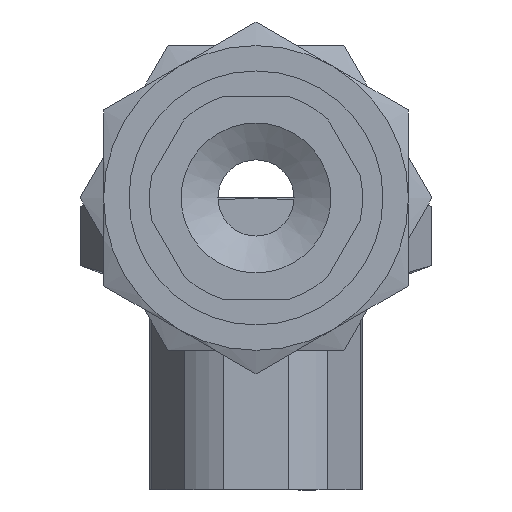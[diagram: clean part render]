
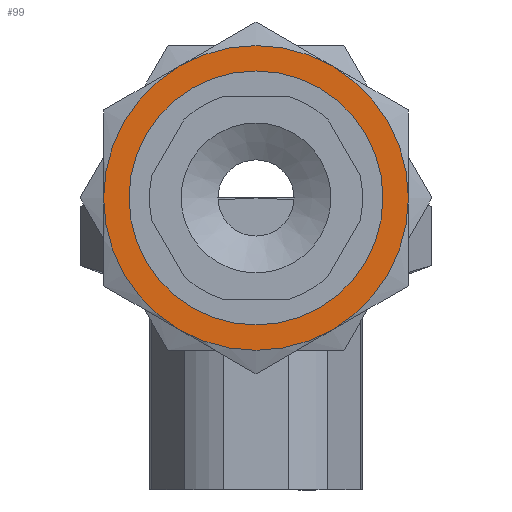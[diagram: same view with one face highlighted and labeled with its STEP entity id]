
A CAD part, front view. The second image highlights one B-rep face of the part: STEP entity #99.
In plain terms, the highlighted face is planar.
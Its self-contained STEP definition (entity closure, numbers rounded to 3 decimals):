
#99 = ADVANCED_FACE( 'NONE', ( #184, #185 ), #186, .F. );
#184 = FACE_OUTER_BOUND( '', #278, .T. );
#185 = FACE_BOUND( '', #279, .T. );
#186 = PLANE( '', #280 );
#278 = EDGE_LOOP( '', ( #455, #456, #457, #458, #459, #460 ) );
#279 = EDGE_LOOP( '', ( #461 ) );
#280 = AXIS2_PLACEMENT_3D( '', #462, #463, #464 );
#455 = ORIENTED_EDGE( '', *, *, #668, .T. );
#456 = ORIENTED_EDGE( '', *, *, #663, .T. );
#457 = ORIENTED_EDGE( '', *, *, #699, .T. );
#458 = ORIENTED_EDGE( '', *, *, #700, .T. );
#459 = ORIENTED_EDGE( '', *, *, #697, .T. );
#460 = ORIENTED_EDGE( '', *, *, #701, .T. );
#461 = ORIENTED_EDGE( '', *, *, #702, .F. );
#462 = CARTESIAN_POINT( '', ( 20.785, -12., 0. ) );
#463 = DIRECTION( '', ( 0., 0., -1. ) );
#464 = DIRECTION( '', ( 0., -1., 0. ) );
#663 = EDGE_CURVE( 'NONE', #842, #843, #844, .T. );
#668 = EDGE_CURVE( 'NONE', #851, #842, #852, .T. );
#697 = EDGE_CURVE( 'NONE', #893, #834, #895, .T. );
#699 = EDGE_CURVE( 'NONE', #843, #866, #897, .T. );
#700 = EDGE_CURVE( 'NONE', #866, #893, #898, .T. );
#701 = EDGE_CURVE( 'NONE', #834, #851, #899, .T. );
#702 = EDGE_CURVE( 'NONE', #900, #900, #901, .T. );
#834 = VERTEX_POINT( 'NONE', #1243 );
#842 = VERTEX_POINT( 'NONE', #1267 );
#843 = VERTEX_POINT( 'NONE', #1268 );
#844 = CIRCLE( '', #1269, 12. );
#851 = VERTEX_POINT( 'NONE', #1291 );
#852 = CIRCLE( '', #1292, 12. );
#866 = VERTEX_POINT( 'NONE', #1327 );
#893 = VERTEX_POINT( 'NONE', #1387 );
#895 = CIRCLE( '', #1394, 12. );
#897 = CIRCLE( '', #1396, 12. );
#898 = CIRCLE( '', #1397, 12. );
#899 = CIRCLE( '', #1398, 12. );
#900 = VERTEX_POINT( '', #1399 );
#901 = CIRCLE( '', #1400, 9.25 );
#1243 = CARTESIAN_POINT( '', ( 10.392, 6., 0. ) );
#1267 = CARTESIAN_POINT( '', ( -10.392, 6., 0. ) );
#1268 = CARTESIAN_POINT( '', ( -10.392, -6., 0. ) );
#1269 = AXIS2_PLACEMENT_3D( '', #1540, #1541, #1542 );
#1291 = CARTESIAN_POINT( '', ( 0., 12., 0. ) );
#1292 = AXIS2_PLACEMENT_3D( '', #1543, #1544, #1545 );
#1327 = CARTESIAN_POINT( '', ( 0., -12., 0. ) );
#1387 = CARTESIAN_POINT( '', ( 10.392, -6., 0. ) );
#1394 = AXIS2_PLACEMENT_3D( '', #1571, #1572, #1573 );
#1396 = AXIS2_PLACEMENT_3D( '', #1574, #1575, #1576 );
#1397 = AXIS2_PLACEMENT_3D( '', #1577, #1578, #1579 );
#1398 = AXIS2_PLACEMENT_3D( '', #1580, #1581, #1582 );
#1399 = CARTESIAN_POINT( '', ( 9.25, 0., 0. ) );
#1400 = AXIS2_PLACEMENT_3D( '', #1583, #1584, #1585 );
#1540 = CARTESIAN_POINT( '', ( 0., 0., 0. ) );
#1541 = DIRECTION( '', ( 0., 0., 1. ) );
#1542 = DIRECTION( '', ( 1., 0., 0. ) );
#1543 = CARTESIAN_POINT( '', ( 0., 0., 0. ) );
#1544 = DIRECTION( '', ( 0., 0., 1. ) );
#1545 = DIRECTION( '', ( 1., 0., 0. ) );
#1571 = CARTESIAN_POINT( '', ( 0., 0., 0. ) );
#1572 = DIRECTION( '', ( 0., 0., 1. ) );
#1573 = DIRECTION( '', ( 1., 0., 0. ) );
#1574 = CARTESIAN_POINT( '', ( 0., 0., 0. ) );
#1575 = DIRECTION( '', ( 0., 0., 1. ) );
#1576 = DIRECTION( '', ( 1., 0., 0. ) );
#1577 = CARTESIAN_POINT( '', ( 0., 0., 0. ) );
#1578 = DIRECTION( '', ( 0., 0., 1. ) );
#1579 = DIRECTION( '', ( 1., 0., 0. ) );
#1580 = CARTESIAN_POINT( '', ( 0., 0., 0. ) );
#1581 = DIRECTION( '', ( 0., 0., 1. ) );
#1582 = DIRECTION( '', ( 1., 0., 0. ) );
#1583 = CARTESIAN_POINT( '', ( 0., 0., 0. ) );
#1584 = DIRECTION( '', ( 0., 0., 1. ) );
#1585 = DIRECTION( '', ( 1., 0., 0. ) );
